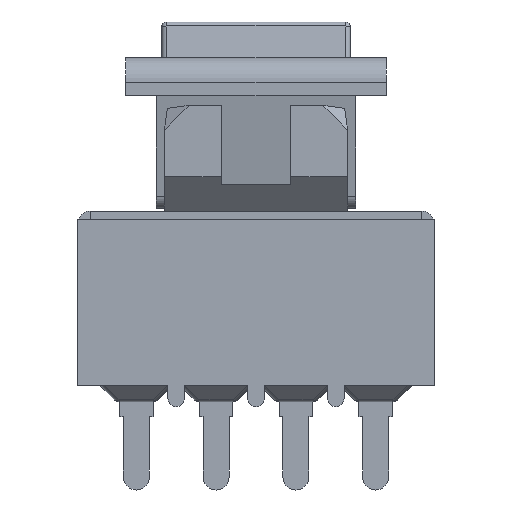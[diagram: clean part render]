
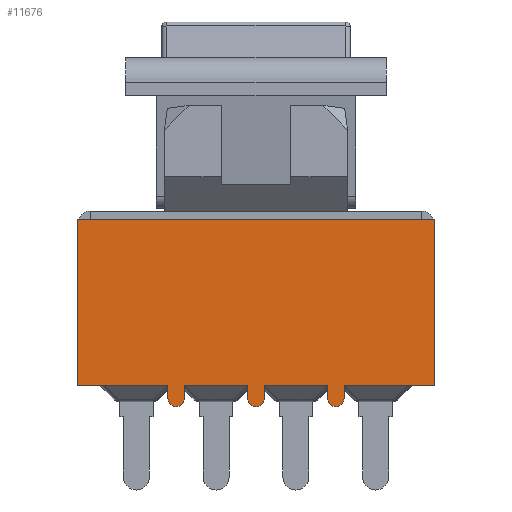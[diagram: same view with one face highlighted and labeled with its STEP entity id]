
A CAD part, left-side view. The second image highlights one B-rep face of the part: STEP entity #11676.
In plain terms, the highlighted planar face has unit normal (-1, 0, 0).
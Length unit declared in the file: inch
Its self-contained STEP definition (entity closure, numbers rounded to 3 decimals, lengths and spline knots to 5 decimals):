
#1191=LINE('',#18733,#2503);
#1198=LINE('',#18745,#2510);
#1205=LINE('',#18757,#2517);
#1210=LINE('',#18766,#2522);
#1218=LINE('',#18781,#2530);
#1223=LINE('',#18790,#2535);
#1241=LINE('',#18827,#2553);
#1404=LINE('',#19194,#2716);
#1450=LINE('',#19298,#2762);
#1454=LINE('',#19305,#2766);
#1466=LINE('',#19337,#2778);
#1467=LINE('',#19339,#2779);
#1468=LINE('',#19342,#2780);
#1481=LINE('',#19372,#2793);
#1483=LINE('',#19380,#2795);
#2503=VECTOR('',#15409,0.3937);
#2510=VECTOR('',#15420,0.3937);
#2517=VECTOR('',#15429,0.3937);
#2522=VECTOR('',#15436,0.3937);
#2530=VECTOR('',#15452,0.3937);
#2535=VECTOR('',#15459,0.3937);
#2553=VECTOR('',#15491,0.3937);
#2716=VECTOR('',#15806,0.3937);
#2762=VECTOR('',#15924,0.3937);
#2766=VECTOR('',#15930,0.3937);
#2778=VECTOR('',#15970,0.3937);
#2779=VECTOR('',#15973,0.3937);
#2780=VECTOR('',#15976,0.3937);
#2793=VECTOR('',#16017,0.3937);
#2795=VECTOR('',#16031,0.3937);
#3605=FACE_OUTER_BOUND('',#4281,.T.);
#4281=EDGE_LOOP('',(#10562,#10563,#10564,#10565,#10566,#10567,#10568,#10569,
#10570,#10571,#10572,#10573,#10574,#10575,#10576,#10577,#10578,#10579));
#4549=CIRCLE('',#12677,0.01969);
#4550=CIRCLE('',#12679,0.01969);
#4551=CIRCLE('',#12681,0.01969);
#5390=VERTEX_POINT('',#18730);
#5391=VERTEX_POINT('',#18732);
#5394=VERTEX_POINT('',#18744);
#5397=VERTEX_POINT('',#18754);
#5398=VERTEX_POINT('',#18756);
#5401=VERTEX_POINT('',#18764);
#5403=VERTEX_POINT('',#18778);
#5404=VERTEX_POINT('',#18780);
#5407=VERTEX_POINT('',#18788);
#5418=VERTEX_POINT('',#18824);
#5419=VERTEX_POINT('',#18826);
#5545=VERTEX_POINT('',#19183);
#5546=VERTEX_POINT('',#19187);
#5569=VERTEX_POINT('',#19297);
#5571=VERTEX_POINT('',#19303);
#5576=VERTEX_POINT('',#19329);
#5577=VERTEX_POINT('',#19333);
#5578=VERTEX_POINT('',#19341);
#6918=EDGE_CURVE('',#5390,#5391,#1191,.T.);
#6925=EDGE_CURVE('',#5391,#5394,#1198,.T.);
#6932=EDGE_CURVE('',#5397,#5398,#1205,.T.);
#6937=EDGE_CURVE('',#5401,#5397,#1210,.T.);
#6945=EDGE_CURVE('',#5403,#5404,#1218,.T.);
#6950=EDGE_CURVE('',#5407,#5403,#1223,.T.);
#6969=EDGE_CURVE('',#5419,#5418,#1241,.T.);
#7151=EDGE_CURVE('',#5545,#5546,#1404,.T.);
#7206=EDGE_CURVE('',#5569,#5545,#1450,.T.);
#7210=EDGE_CURVE('',#5546,#5571,#1454,.T.);
#7223=EDGE_CURVE('',#5404,#5418,#4549,.T.);
#7224=EDGE_CURVE('',#5398,#5576,#4550,.T.);
#7226=EDGE_CURVE('',#5394,#5577,#4551,.T.);
#7228=EDGE_CURVE('',#5401,#5577,#1466,.T.);
#7229=EDGE_CURVE('',#5407,#5576,#1467,.T.);
#7230=EDGE_CURVE('',#5419,#5578,#1468,.T.);
#7245=EDGE_CURVE('',#5578,#5571,#1481,.T.);
#7247=EDGE_CURVE('',#5390,#5569,#1483,.T.);
#10562=ORIENTED_EDGE('',*,*,#7223,.F.);
#10563=ORIENTED_EDGE('',*,*,#6945,.F.);
#10564=ORIENTED_EDGE('',*,*,#6950,.F.);
#10565=ORIENTED_EDGE('',*,*,#7229,.T.);
#10566=ORIENTED_EDGE('',*,*,#7224,.F.);
#10567=ORIENTED_EDGE('',*,*,#6932,.F.);
#10568=ORIENTED_EDGE('',*,*,#6937,.F.);
#10569=ORIENTED_EDGE('',*,*,#7228,.T.);
#10570=ORIENTED_EDGE('',*,*,#7226,.F.);
#10571=ORIENTED_EDGE('',*,*,#6925,.F.);
#10572=ORIENTED_EDGE('',*,*,#6918,.F.);
#10573=ORIENTED_EDGE('',*,*,#7247,.T.);
#10574=ORIENTED_EDGE('',*,*,#7206,.T.);
#10575=ORIENTED_EDGE('',*,*,#7151,.T.);
#10576=ORIENTED_EDGE('',*,*,#7210,.T.);
#10577=ORIENTED_EDGE('',*,*,#7245,.F.);
#10578=ORIENTED_EDGE('',*,*,#7230,.F.);
#10579=ORIENTED_EDGE('',*,*,#6969,.T.);
#11023=PLANE('',#12705);
#11676=ADVANCED_FACE('',(#3605),#11023,.T.);
#12677=AXIS2_PLACEMENT_3D('',#19327,#15956,#15957);
#12679=AXIS2_PLACEMENT_3D('',#19330,#15960,#15961);
#12681=AXIS2_PLACEMENT_3D('',#19334,#15965,#15966);
#12705=AXIS2_PLACEMENT_3D('',#19381,#16032,#16033);
#15409=DIRECTION('',(0.,1.,0.));
#15420=DIRECTION('',(0.,0.,-1.));
#15429=DIRECTION('',(0.,0.,-1.));
#15436=DIRECTION('',(0.,1.,0.));
#15452=DIRECTION('',(0.,0.,-1.));
#15459=DIRECTION('',(0.,1.,0.));
#15491=DIRECTION('',(0.,0.,-1.));
#15806=DIRECTION('',(0.,1.,0.));
#15924=DIRECTION('',(0.,1.,0.));
#15930=DIRECTION('',(0.,1.,0.));
#15956=DIRECTION('center_axis',(1.,0.,0.));
#15957=DIRECTION('ref_axis',(0.,0.707,-0.707));
#15960=DIRECTION('center_axis',(1.,0.,0.));
#15961=DIRECTION('ref_axis',(0.,0.707,-0.707));
#15965=DIRECTION('center_axis',(1.,0.,0.));
#15966=DIRECTION('ref_axis',(0.,0.707,-0.707));
#15970=DIRECTION('',(0.,0.,-1.));
#15973=DIRECTION('',(0.,0.,-1.));
#15976=DIRECTION('',(0.,1.,0.));
#16017=DIRECTION('',(0.,0.,1.));
#16031=DIRECTION('',(0.,0.,1.));
#16032=DIRECTION('center_axis',(-1.,0.,0.));
#16033=DIRECTION('ref_axis',(0.,0.,1.));
#18730=CARTESIAN_POINT('',(-0.25,-0.425,0.));
#18732=CARTESIAN_POINT('',(-0.25,-0.20984,0.));
#18733=CARTESIAN_POINT('',(-0.25,-0.425,0.));
#18744=CARTESIAN_POINT('',(-0.25,-0.20984,-0.03189));
#18745=CARTESIAN_POINT('',(-0.25,-0.20984,0.));
#18754=CARTESIAN_POINT('',(-0.25,-0.01969,0.));
#18756=CARTESIAN_POINT('',(-0.25,-0.01969,-0.03189));
#18757=CARTESIAN_POINT('',(-0.25,-0.01969,0.));
#18764=CARTESIAN_POINT('',(-0.25,-0.17047,0.));
#18766=CARTESIAN_POINT('',(-0.25,-0.425,0.));
#18778=CARTESIAN_POINT('',(-0.25,0.17047,0.));
#18780=CARTESIAN_POINT('',(-0.25,0.17047,-0.03189));
#18781=CARTESIAN_POINT('',(-0.25,0.17047,0.));
#18788=CARTESIAN_POINT('',(-0.25,0.01969,0.));
#18790=CARTESIAN_POINT('',(-0.25,-0.425,0.));
#18824=CARTESIAN_POINT('',(-0.25,0.20984,-0.03189));
#18826=CARTESIAN_POINT('',(-0.25,0.20984,0.));
#18827=CARTESIAN_POINT('',(-0.25,0.20984,0.));
#19183=CARTESIAN_POINT('',(-0.25,-0.39508,0.39488));
#19187=CARTESIAN_POINT('',(-0.25,0.39508,0.39488));
#19194=CARTESIAN_POINT('',(-0.25,-0.425,0.39488));
#19297=CARTESIAN_POINT('',(-0.25,-0.425,0.39488));
#19298=CARTESIAN_POINT('',(-0.25,-0.425,0.39488));
#19303=CARTESIAN_POINT('',(-0.25,0.425,0.39488));
#19305=CARTESIAN_POINT('',(-0.25,-0.425,0.39488));
#19327=CARTESIAN_POINT('Origin',(-0.25,0.19016,-0.03189));
#19329=CARTESIAN_POINT('',(-0.25,0.01969,-0.03189));
#19330=CARTESIAN_POINT('Origin',(-0.25,0.,
-0.03189));
#19333=CARTESIAN_POINT('',(-0.25,-0.17047,-0.03189));
#19334=CARTESIAN_POINT('Origin',(-0.25,-0.19016,
-0.03189));
#19337=CARTESIAN_POINT('',(-0.25,-0.17047,0.));
#19339=CARTESIAN_POINT('',(-0.25,0.01969,0.));
#19341=CARTESIAN_POINT('',(-0.25,0.425,0.));
#19342=CARTESIAN_POINT('',(-0.25,-0.425,0.));
#19372=CARTESIAN_POINT('',(-0.25,0.425,0.));
#19380=CARTESIAN_POINT('',(-0.25,-0.425,0.));
#19381=CARTESIAN_POINT('Origin',(-0.25,-0.425,0.));
